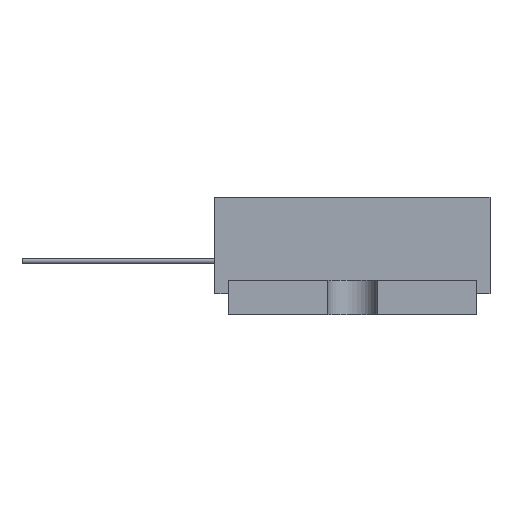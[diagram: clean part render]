
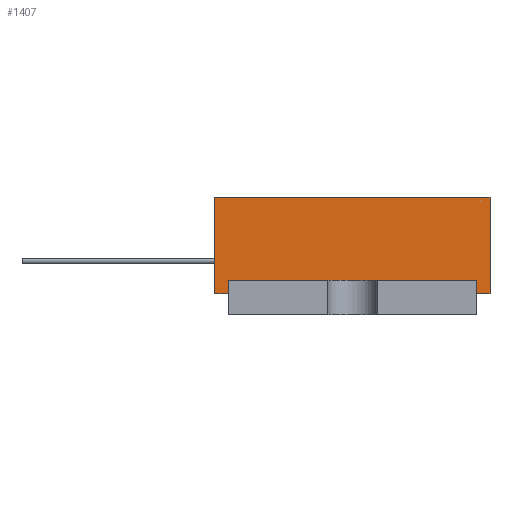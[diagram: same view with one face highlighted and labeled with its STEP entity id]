
A CAD part, left-side view. The second image highlights one B-rep face of the part: STEP entity #1407.
In plain terms, the highlighted planar face has unit normal (-1, 0, 0).
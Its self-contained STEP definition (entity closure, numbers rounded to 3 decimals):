
#1407=ADVANCED_FACE('',(#2730),#2732,.T.);
#2730=FACE_BOUND('',#2731,.T.);
#2731=EDGE_LOOP('',(#3950,#3951,#3952,#3953,#3954,#3955,#3956,#3957));
#2732=PLANE('',#2733);
#2733=AXIS2_PLACEMENT_3D('',#2734,#2735,#2736);
#2734=CARTESIAN_POINT('',(-27.5,10.,1.5));
#2735=DIRECTION('',(-1.,0.,0.));
#2736=DIRECTION('',(0.,-1.,0.));
#3950=ORIENTED_EDGE('',*,*,#4653,.T.);
#3951=ORIENTED_EDGE('',*,*,#4654,.T.);
#3952=ORIENTED_EDGE('',*,*,#4655,.T.);
#3953=ORIENTED_EDGE('',*,*,#4656,.T.);
#3954=ORIENTED_EDGE('',*,*,#4225,.F.);
#3955=ORIENTED_EDGE('',*,*,#4657,.F.);
#3956=ORIENTED_EDGE('',*,*,#4658,.T.);
#3957=ORIENTED_EDGE('',*,*,#4659,.T.);
#4225=EDGE_CURVE('',#4743,#4744,#4745,.T.);
#4653=EDGE_CURVE('',#5452,#5453,#5454,.T.);
#4654=EDGE_CURVE('',#5453,#5455,#5456,.T.);
#4655=EDGE_CURVE('',#5455,#5457,#5458,.T.);
#4656=EDGE_CURVE('',#5457,#4744,#5459,.T.);
#4657=EDGE_CURVE('',#5460,#4743,#5461,.T.);
#4658=EDGE_CURVE('',#5460,#5462,#5463,.T.);
#4659=EDGE_CURVE('',#5462,#5452,#5464,.T.);
#4743=VERTEX_POINT('',#5616);
#4744=VERTEX_POINT('',#5617);
#4745=LINE('',#5618,#5619);
#5452=VERTEX_POINT('',#7211);
#5453=VERTEX_POINT('',#7212);
#5454=LINE('',#7213,#7214);
#5455=VERTEX_POINT('',#7216);
#5456=LINE('',#7217,#7218);
#5457=VERTEX_POINT('',#7220);
#5458=LINE('',#7221,#7222);
#5459=LINE('',#7224,#7225);
#5460=VERTEX_POINT('',#7227);
#5461=LINE('',#7228,#7229);
#5462=VERTEX_POINT('',#7231);
#5463=LINE('',#7232,#7233);
#5464=LINE('',#7235,#7236);
#5616=CARTESIAN_POINT('',(-27.5,10.,8.5));
#5617=CARTESIAN_POINT('',(-27.5,-10.,8.5));
#5618=CARTESIAN_POINT('',(-27.5,10.,8.5));
#5619=VECTOR('',#5620,1.);
#5620=DIRECTION('',(0.,-1.,0.));
#7211=CARTESIAN_POINT('',(-27.5,9.,2.5));
#7212=CARTESIAN_POINT('',(-27.5,-9.,2.5));
#7213=CARTESIAN_POINT('',(-27.5,9.,2.5));
#7214=VECTOR('',#7215,1.);
#7215=DIRECTION('',(0.,-1.,0.));
#7216=CARTESIAN_POINT('',(-27.5,-9.,1.5));
#7217=CARTESIAN_POINT('',(-27.5,-9.,2.5));
#7218=VECTOR('',#7219,1.);
#7219=DIRECTION('',(0.,0.,-1.));
#7220=CARTESIAN_POINT('',(-27.5,-10.,1.5));
#7221=CARTESIAN_POINT('',(-27.5,-9.,1.5));
#7222=VECTOR('',#7223,1.);
#7223=DIRECTION('',(0.,-1.,0.));
#7224=CARTESIAN_POINT('',(-27.5,-10.,1.5));
#7225=VECTOR('',#7226,1.);
#7226=DIRECTION('',(0.,0.,1.));
#7227=CARTESIAN_POINT('',(-27.5,10.,1.5));
#7228=CARTESIAN_POINT('',(-27.5,10.,1.5));
#7229=VECTOR('',#7230,1.);
#7230=DIRECTION('',(0.,0.,1.));
#7231=CARTESIAN_POINT('',(-27.5,9.,1.5));
#7232=CARTESIAN_POINT('',(-27.5,10.,1.5));
#7233=VECTOR('',#7234,1.);
#7234=DIRECTION('',(0.,-1.,0.));
#7235=CARTESIAN_POINT('',(-27.5,9.,1.5));
#7236=VECTOR('',#7237,1.);
#7237=DIRECTION('',(0.,0.,1.));
